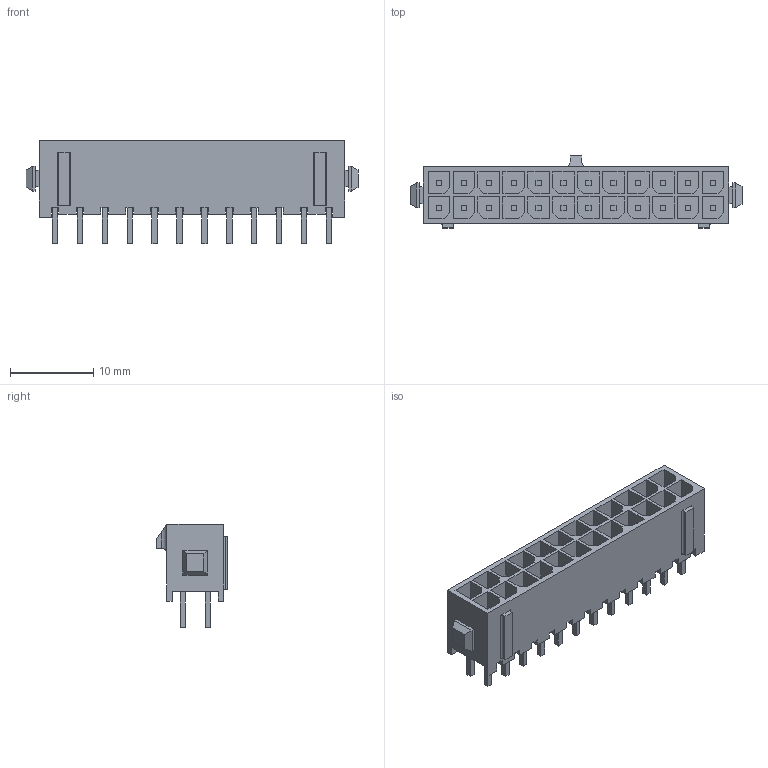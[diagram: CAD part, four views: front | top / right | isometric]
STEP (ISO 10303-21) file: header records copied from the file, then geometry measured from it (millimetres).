
FILE_DESCRIPTION((''),'2;1');
FILE_NAME('C-5-794632-4','2017-05-03T',('workeradm'),('Tyco Electronics Ltd.'),'CREO PARAMETRIC BY PTC INC, 2016050','CREO PARAMETRIC BY PTC INC, 2016050','');
FILE_SCHEMA(('AUTOMOTIVE_DESIGN { 1 0 10303 214 1 1 1 1 }'));
Length unit declared in the file: millimetre
Products named in the file (1): C-5-794632-4
Bounding box: 40 x 8.67 x 12.42 mm (x, y, z)
Volume: 1184.2 mm3; surface area: 3443.2 mm2
Topology: 1 solids, 1 shells, 540 faces, 1370 edges, 910 vertices
Faces by surface type: plane 533, cylinder 7
Entity records: 15978 total; most frequent: CARTESIAN_POINT 2860, ORIENTED_EDGE 2740, DIRECTION 2456, EDGE_CURVE 1370, VECTOR 1356, LINE 1356, VERTEX_POINT 910, EDGE_LOOP 618
